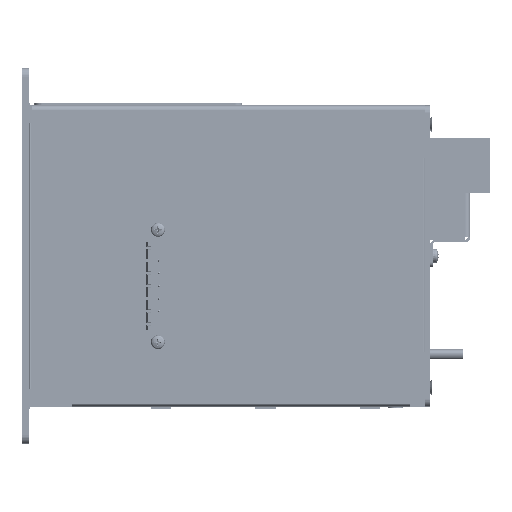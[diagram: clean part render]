
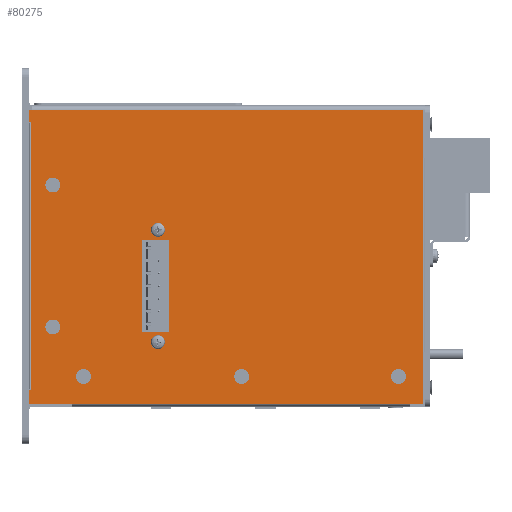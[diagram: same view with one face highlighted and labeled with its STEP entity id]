
A CAD part, left-side view. The second image highlights one B-rep face of the part: STEP entity #80275.
In plain terms, the highlighted planar face has unit normal (-1, 0, 0).
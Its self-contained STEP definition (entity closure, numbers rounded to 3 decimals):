
#4440=FACE_BOUND('',#12212,.T.);
#4441=FACE_BOUND('',#12213,.T.);
#4442=FACE_BOUND('',#12214,.T.);
#4443=FACE_BOUND('',#12215,.T.);
#4444=FACE_BOUND('',#12216,.T.);
#4445=FACE_BOUND('',#12217,.T.);
#4446=FACE_BOUND('',#12218,.T.);
#4447=FACE_BOUND('',#12219,.T.);
#5433=CIRCLE('',#85594,2.55);
#5434=CIRCLE('',#85595,2.55);
#5435=CIRCLE('',#85596,2.55);
#5436=CIRCLE('',#85597,1.75);
#5437=CIRCLE('',#85598,1.75);
#5438=CIRCLE('',#85599,2.55);
#5439=CIRCLE('',#85600,2.55);
#7676=FACE_OUTER_BOUND('',#12211,.T.);
#12211=EDGE_LOOP('',(#54035,#54036,#54037,#54038,#54039,#54040,#54041,#54042,
#54043));
#12212=EDGE_LOOP('',(#54044));
#12213=EDGE_LOOP('',(#54045));
#12214=EDGE_LOOP('',(#54046));
#12215=EDGE_LOOP('',(#54047));
#12216=EDGE_LOOP('',(#54048));
#12217=EDGE_LOOP('',(#54049,#54050,#54051,#54052));
#12218=EDGE_LOOP('',(#54053));
#12219=EDGE_LOOP('',(#54054));
#17739=LINE('',#115673,#26563);
#17748=LINE('',#115691,#26572);
#17751=LINE('',#115697,#26575);
#17753=LINE('',#115701,#26577);
#17754=LINE('',#115703,#26578);
#17755=LINE('',#115705,#26579);
#17756=LINE('',#115707,#26580);
#17757=LINE('',#115709,#26581);
#17758=LINE('',#115710,#26582);
#17759=LINE('',#115723,#26583);
#17760=LINE('',#115725,#26584);
#17761=LINE('',#115727,#26585);
#17762=LINE('',#115728,#26586);
#26563=VECTOR('',#92682,10.);
#26572=VECTOR('',#92697,10.);
#26575=VECTOR('',#92702,10.);
#26577=VECTOR('',#92706,1.44);
#26578=VECTOR('',#92707,10.);
#26579=VECTOR('',#92708,10.);
#26580=VECTOR('',#92709,10.);
#26581=VECTOR('',#92710,10.);
#26582=VECTOR('',#92711,1.44);
#26583=VECTOR('',#92722,10.);
#26584=VECTOR('',#92723,10.);
#26585=VECTOR('',#92724,10.);
#26586=VECTOR('',#92725,10.);
#35387=VERTEX_POINT('',#115670);
#35388=VERTEX_POINT('',#115672);
#35394=VERTEX_POINT('',#115690);
#35396=VERTEX_POINT('',#115696);
#35397=VERTEX_POINT('',#115700);
#35398=VERTEX_POINT('',#115702);
#35399=VERTEX_POINT('',#115704);
#35400=VERTEX_POINT('',#115706);
#35401=VERTEX_POINT('',#115708);
#35402=VERTEX_POINT('',#115711);
#35403=VERTEX_POINT('',#115713);
#35404=VERTEX_POINT('',#115715);
#35405=VERTEX_POINT('',#115717);
#35406=VERTEX_POINT('',#115719);
#35407=VERTEX_POINT('',#115721);
#35408=VERTEX_POINT('',#115722);
#35409=VERTEX_POINT('',#115724);
#35410=VERTEX_POINT('',#115726);
#35411=VERTEX_POINT('',#115729);
#35412=VERTEX_POINT('',#115731);
#42688=EDGE_CURVE('',#35388,#35387,#17739,.T.);
#42697=EDGE_CURVE('',#35394,#35388,#17748,.T.);
#42700=EDGE_CURVE('',#35396,#35394,#17751,.T.);
#42702=EDGE_CURVE('',#35397,#35387,#17753,.T.);
#42703=EDGE_CURVE('',#35398,#35397,#17754,.T.);
#42704=EDGE_CURVE('',#35399,#35398,#17755,.T.);
#42705=EDGE_CURVE('',#35399,#35400,#17756,.T.);
#42706=EDGE_CURVE('',#35400,#35401,#17757,.T.);
#42707=EDGE_CURVE('',#35396,#35401,#17758,.T.);
#42708=EDGE_CURVE('',#35402,#35402,#5433,.T.);
#42709=EDGE_CURVE('',#35403,#35403,#5434,.T.);
#42710=EDGE_CURVE('',#35404,#35404,#5435,.T.);
#42711=EDGE_CURVE('',#35405,#35405,#5436,.T.);
#42712=EDGE_CURVE('',#35406,#35406,#5437,.T.);
#42713=EDGE_CURVE('',#35407,#35408,#17759,.T.);
#42714=EDGE_CURVE('',#35408,#35409,#17760,.T.);
#42715=EDGE_CURVE('',#35409,#35410,#17761,.T.);
#42716=EDGE_CURVE('',#35410,#35407,#17762,.T.);
#42717=EDGE_CURVE('',#35411,#35411,#5438,.T.);
#42718=EDGE_CURVE('',#35412,#35412,#5439,.T.);
#54035=ORIENTED_EDGE('',*,*,#42700,.T.);
#54036=ORIENTED_EDGE('',*,*,#42697,.T.);
#54037=ORIENTED_EDGE('',*,*,#42688,.T.);
#54038=ORIENTED_EDGE('',*,*,#42702,.F.);
#54039=ORIENTED_EDGE('',*,*,#42703,.F.);
#54040=ORIENTED_EDGE('',*,*,#42704,.F.);
#54041=ORIENTED_EDGE('',*,*,#42705,.T.);
#54042=ORIENTED_EDGE('',*,*,#42706,.T.);
#54043=ORIENTED_EDGE('',*,*,#42707,.F.);
#54044=ORIENTED_EDGE('',*,*,#42708,.F.);
#54045=ORIENTED_EDGE('',*,*,#42709,.F.);
#54046=ORIENTED_EDGE('',*,*,#42710,.F.);
#54047=ORIENTED_EDGE('',*,*,#42711,.T.);
#54048=ORIENTED_EDGE('',*,*,#42712,.T.);
#54049=ORIENTED_EDGE('',*,*,#42713,.T.);
#54050=ORIENTED_EDGE('',*,*,#42714,.T.);
#54051=ORIENTED_EDGE('',*,*,#42715,.T.);
#54052=ORIENTED_EDGE('',*,*,#42716,.T.);
#54053=ORIENTED_EDGE('',*,*,#42717,.F.);
#54054=ORIENTED_EDGE('',*,*,#42718,.F.);
#76675=PLANE('',#85593);
#80275=ADVANCED_FACE('',(#7676,#4440,#4441,#4442,#4443,#4444,#4445,#4446,
#4447),#76675,.T.);
#85593=AXIS2_PLACEMENT_3D('',#115699,#92704,#92705);
#85594=AXIS2_PLACEMENT_3D('',#115712,#92712,#92713);
#85595=AXIS2_PLACEMENT_3D('',#115714,#92714,#92715);
#85596=AXIS2_PLACEMENT_3D('',#115716,#92716,#92717);
#85597=AXIS2_PLACEMENT_3D('',#115718,#92718,#92719);
#85598=AXIS2_PLACEMENT_3D('',#115720,#92720,#92721);
#85599=AXIS2_PLACEMENT_3D('',#115730,#92726,#92727);
#85600=AXIS2_PLACEMENT_3D('',#115732,#92728,#92729);
#92682=DIRECTION('',(0.,1.,0.));
#92697=DIRECTION('',(0.,0.,-1.));
#92702=DIRECTION('',(0.,-1.,0.));
#92704=DIRECTION('center_axis',(-1.,0.,0.));
#92705=DIRECTION('ref_axis',(0.,0.,
1.));
#92706=DIRECTION('',(0.,0.,1.));
#92707=DIRECTION('',(0.,1.,0.));
#92708=DIRECTION('',(0.,0.,-1.));
#92709=DIRECTION('',(0.,1.,0.));
#92710=DIRECTION('',(0.,1.,0.));
#92711=DIRECTION('',(0.,0.,1.));
#92712=DIRECTION('center_axis',(-1.,0.,0.));
#92713=DIRECTION('ref_axis',(0.,0.,
-1.));
#92714=DIRECTION('center_axis',(-1.,0.,0.));
#92715=DIRECTION('ref_axis',(0.,0.,
-1.));
#92716=DIRECTION('center_axis',(-1.,0.,0.));
#92717=DIRECTION('ref_axis',(0.,0.,
-1.));
#92718=DIRECTION('center_axis',(1.,0.,0.));
#92719=DIRECTION('ref_axis',(0.,0.,-1.));
#92720=DIRECTION('center_axis',(1.,0.,0.));
#92721=DIRECTION('ref_axis',(0.,0.,-1.));
#92722=DIRECTION('',(0.,0.,-1.));
#92723=DIRECTION('',(0.,1.,0.));
#92724=DIRECTION('',(0.,0.,1.));
#92725=DIRECTION('',(0.,-1.,0.));
#92726=DIRECTION('center_axis',(-1.,0.,0.));
#92727=DIRECTION('ref_axis',(0.,0.,
-1.));
#92728=DIRECTION('center_axis',(-1.,0.,0.));
#92729=DIRECTION('ref_axis',(0.,0.,
-1.));
#115670=CARTESIAN_POINT('',(0.,160.,-113.5));
#115672=CARTESIAN_POINT('',(0.,158.5,-113.5));
#115673=CARTESIAN_POINT('',(0.,119.5,-113.5));
#115690=CARTESIAN_POINT('',(0.,158.5,-5.5));
#115691=CARTESIAN_POINT('',(0.,158.5,-32.185));
#115696=CARTESIAN_POINT('',(0.,160.,-5.5));
#115697=CARTESIAN_POINT('',(0.,120.25,-5.5));
#115699=CARTESIAN_POINT('Origin',(0.,80.5,
-58.869));
#115700=CARTESIAN_POINT('',(0.,160.,-119.));
#115701=CARTESIAN_POINT('',(0.,160.,3.524));
#115702=CARTESIAN_POINT('',(0.,1.,-119.));
#115703=CARTESIAN_POINT('',(0.,1.,-119.));
#115704=CARTESIAN_POINT('',(0.,1.,-1.));
#115705=CARTESIAN_POINT('',(0.,1.,-1.));
#115706=CARTESIAN_POINT('',(0.,158.,-1.));
#115707=CARTESIAN_POINT('',(0.,80.5,-1.));
#115708=CARTESIAN_POINT('',(0.,160.,-1.));
#115709=CARTESIAN_POINT('',(0.,80.5,-1.));
#115710=CARTESIAN_POINT('',(0.,160.,3.524));
#115711=CARTESIAN_POINT('',(0.,149.6,-28.45));
#115712=CARTESIAN_POINT('Origin',(0.,149.6,-31.));
#115713=CARTESIAN_POINT('',(0.,10.709,-105.375));
#115714=CARTESIAN_POINT('Origin',(0.,10.709,
-107.925));
#115715=CARTESIAN_POINT('',(0.,137.291,-105.375));
#115716=CARTESIAN_POINT('Origin',(0.,137.291,
-107.925));
#115717=CARTESIAN_POINT('',(0.,107.426,-92.385));
#115718=CARTESIAN_POINT('Origin',(0.,107.426,
-94.135));
#115719=CARTESIAN_POINT('',(0.,107.4,-47.285));
#115720=CARTESIAN_POINT('Origin',(0.,107.4,
-49.035));
#115721=CARTESIAN_POINT('',(0.,103.1,-53.135));
#115722=CARTESIAN_POINT('',(0.,103.1,-90.035));
#115723=CARTESIAN_POINT('',(0.,103.1,-56.502));
#115724=CARTESIAN_POINT('',(0.,113.6,-90.035));
#115725=CARTESIAN_POINT('',(0.,91.8,-90.035));
#115726=CARTESIAN_POINT('',(0.,113.6,-53.135));
#115727=CARTESIAN_POINT('',(0.,113.6,-74.952));
#115728=CARTESIAN_POINT('',(0.,97.05,-53.135));
#115729=CARTESIAN_POINT('',(0.,73.75,-105.375));
#115730=CARTESIAN_POINT('Origin',(0.,73.75,
-107.925));
#115731=CARTESIAN_POINT('',(0.,149.6,-85.45));
#115732=CARTESIAN_POINT('Origin',(0.,149.6,-88.));
